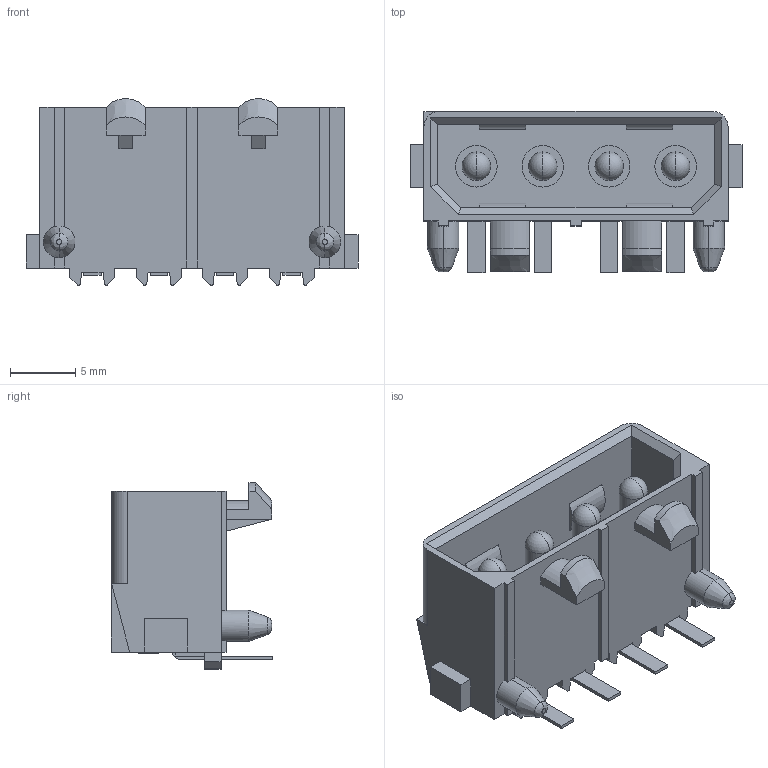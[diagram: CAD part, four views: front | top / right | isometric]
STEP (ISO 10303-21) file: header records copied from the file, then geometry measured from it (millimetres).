
FILE_DESCRIPTION((''),'2;1');
FILE_NAME('C-0641737-11-3','2007-09-04T',('workeradm'),('Tyco Electronics Corporation'),'PRO/ENGINEER BY PARAMETRIC TECHNOLOGY CORPORATION, 2005450','PRO/ENGINEER BY PARAMETRIC TECHNOLOGY CORPORATION, 2005450','');
FILE_SCHEMA(('CONFIG_CONTROL_DESIGN', 'GEOMETRIC_VALIDATION_PROPERTIES_MIM'));
Length unit declared in the file: millimetre
Products named in the file (1): C-0641737-11-3
Bounding box: 25.4 x 12.32 x 14.27 mm (x, y, z)
Volume: 1434 mm3; surface area: 2104.4 mm2
Topology: 1 solids, 1 shells, 236 faces, 623 edges, 397 vertices
Faces by surface type: plane 176, cylinder 42, sphere 8, bspline 6, cone 4
Entity records: 7426 total; most frequent: CARTESIAN_POINT 1427, ORIENTED_EDGE 1230, DIRECTION 1189, EDGE_CURVE 615, VECTOR 501, LINE 501, VERTEX_POINT 397, AXIS2_PLACEMENT_3D 344
